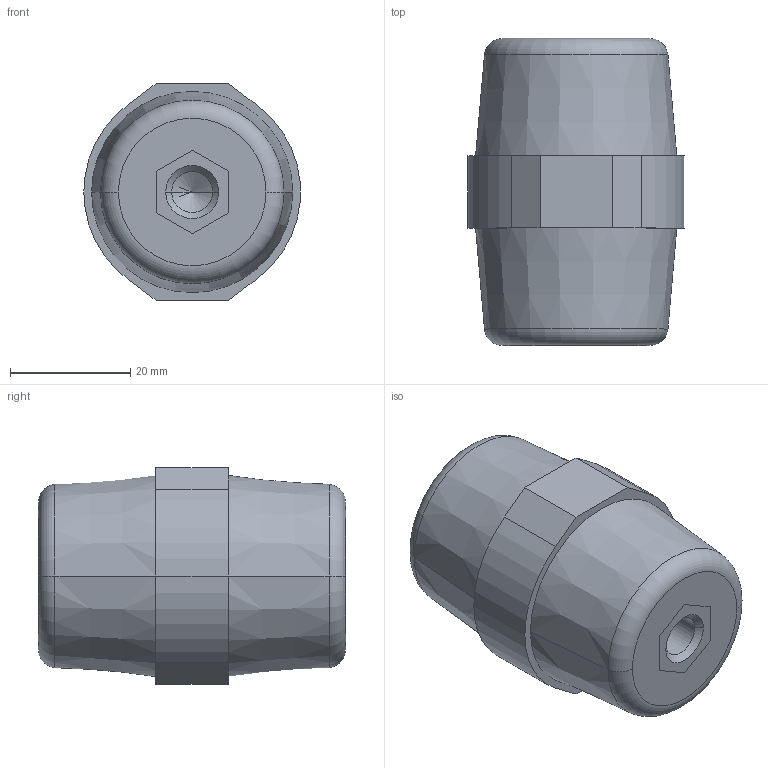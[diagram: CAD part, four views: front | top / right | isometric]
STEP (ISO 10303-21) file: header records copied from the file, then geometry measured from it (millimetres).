
FILE_DESCRIPTION (( 'STEP AP214' ), '1' );
FILE_NAME ('Èçîëÿòîð SM51-36-Ì8.STEP', '2024-04-25T09:25:08', ( '' ), ( '' ), 'SwSTEP 2.0', 'SolidWorks 2014', '' );
FILE_SCHEMA (( 'AUTOMOTIVE_DESIGN' ));
Length unit declared in the file: millimetre
Products named in the file (3): Èçîëÿòîð SM51-36-Ì8; Êîðïóñ èçîëÿòîðà SM51; ÂÅÈÓ.758472.028 Ãàéêà çàêëàäíàÿ Ì8
Assembly tree (3 placements, depth 2):
  Èçîëÿòîð SM51-36-Ì8
    Êîðïóñ èçîëÿòîðà SM51
    ÂÅÈÓ.758472.028 Ãàéêà çàêëàäíàÿ Ì8  x2
Bounding box: 35.94 x 51 x 36 mm (x, y, z)
Volume: 41914 mm3; surface area: 10635 mm2
Topology: 3 solids, 3 shells, 127 faces, 291 edges, 180 vertices
Faces by surface type: plane 72, cone 36, cylinder 15, torus 4
Entity records: 2989 total; most frequent: CARTESIAN_POINT 691, DIRECTION 449, ORIENTED_EDGE 442, EDGE_CURVE 221, AXIS2_PLACEMENT_3D 161, VERTEX_POINT 139, VECTOR 127, LINE 127
